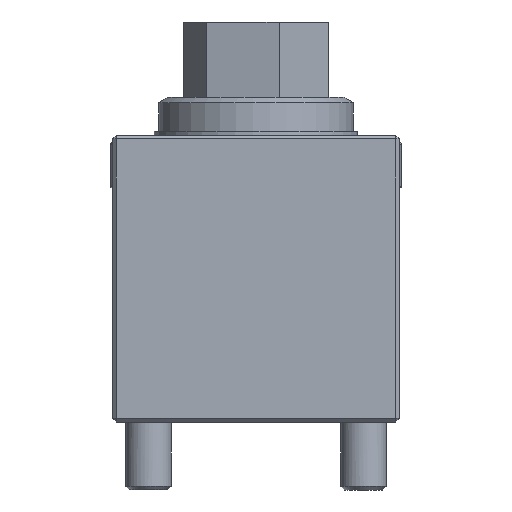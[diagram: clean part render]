
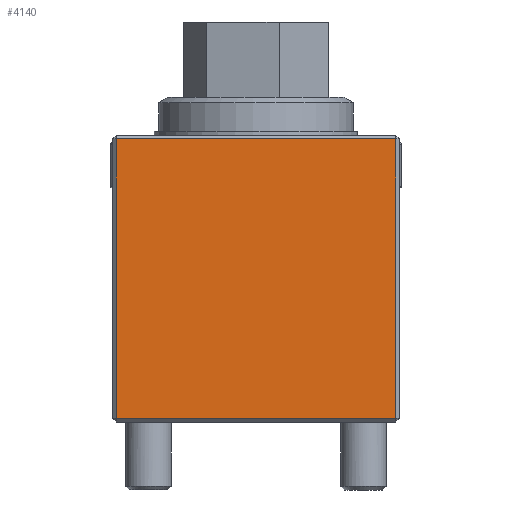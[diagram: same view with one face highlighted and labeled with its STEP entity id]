
A CAD part, left-side view. The second image highlights one B-rep face of the part: STEP entity #4140.
In plain terms, the highlighted planar face has unit normal (-1, 0, 0).
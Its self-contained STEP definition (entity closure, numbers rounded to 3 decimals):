
#124=PLANE('',#4464);
#544=ORIENTED_EDGE('',*,*,#1669,.T.);
#545=ORIENTED_EDGE('',*,*,#1670,.T.);
#546=ORIENTED_EDGE('',*,*,#1671,.T.);
#547=ORIENTED_EDGE('',*,*,#1672,.T.);
#1669=EDGE_CURVE('',#2226,#2227,#2592,.T.);
#1670=EDGE_CURVE('',#2227,#2228,#2593,.T.);
#1671=EDGE_CURVE('',#2228,#2229,#2594,.T.);
#1672=EDGE_CURVE('',#2229,#2226,#2595,.T.);
#2226=VERTEX_POINT('',#6225);
#2227=VERTEX_POINT('',#6226);
#2228=VERTEX_POINT('',#6228);
#2229=VERTEX_POINT('',#6230);
#2592=LINE('',#6224,#3025);
#2593=LINE('',#6227,#3026);
#2594=LINE('',#6229,#3027);
#2595=LINE('',#6231,#3028);
#3025=VECTOR('',#4958,1000.);
#3026=VECTOR('',#4959,1000.);
#3027=VECTOR('',#4960,1000.);
#3028=VECTOR('',#4961,1000.);
#3423=EDGE_LOOP('',(#544,#545,#546,#547));
#3773=FACE_BOUND('',#3423,.T.);
#4140=ADVANCED_FACE('',(#3773),#124,.T.);
#4464=AXIS2_PLACEMENT_3D('',#6223,#4956,#4957);
#4956=DIRECTION('',(-1.,0.,0.));
#4957=DIRECTION('',(0.,0.,1.));
#4958=DIRECTION('',(0.,1.,0.));
#4959=DIRECTION('',(0.,0.,-1.));
#4960=DIRECTION('',(0.,-1.,0.));
#4961=DIRECTION('',(0.,0.,1.));
#6223=CARTESIAN_POINT('',(0.,38.,0.));
#6224=CARTESIAN_POINT('',(0.,38.,37.5));
#6225=CARTESIAN_POINT('',(0.,0.5,37.5));
#6226=CARTESIAN_POINT('',(0.,37.5,37.5));
#6227=CARTESIAN_POINT('',(0.,37.5,0.));
#6228=CARTESIAN_POINT('',(0.,37.5,0.5));
#6229=CARTESIAN_POINT('',(0.,38.,0.5));
#6230=CARTESIAN_POINT('',(0.,0.5,0.5));
#6231=CARTESIAN_POINT('',(0.,0.5,0.));
